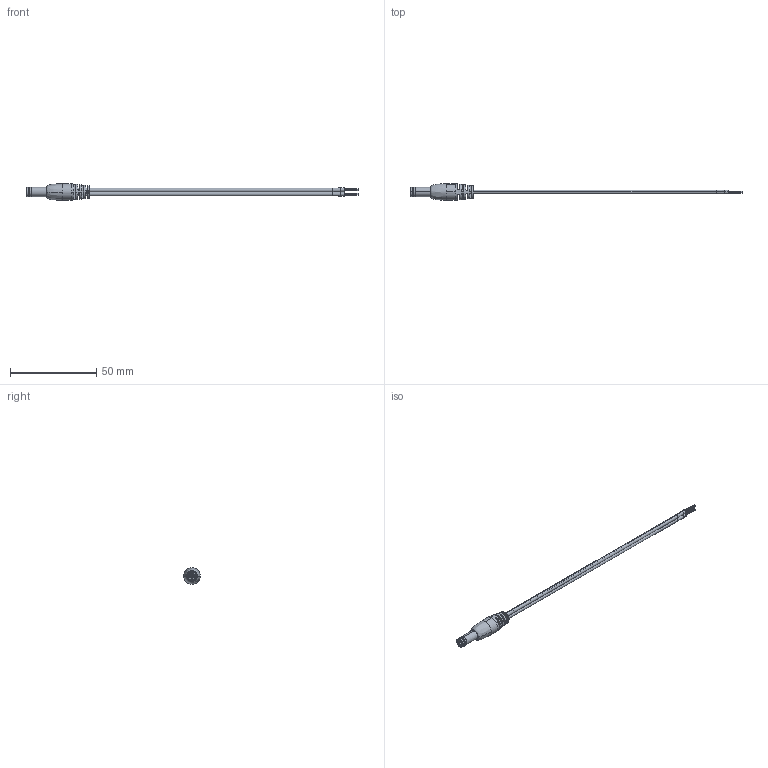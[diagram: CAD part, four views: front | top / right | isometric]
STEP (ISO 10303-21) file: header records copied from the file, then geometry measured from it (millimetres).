
FILE_DESCRIPTION (( 'STEP AP203' ), '1' );
FILE_NAME ('10-02318_revA.STEP', '2016-10-27T16:08:48', ( '' ), ( '' ), 'SwSTEP 2.0', 'SolidWorks 2015', '' );
FILE_SCHEMA (( 'CONFIG_CONTROL_DESIGN' ));
Length unit declared in the file: millimetre
Products named in the file (7): DT521-040_1; 24-00003; 5521TV_1; 50-00540; 10-02318_revA; 1N00; 30-00795_s+t
Assembly tree (6 placements, depth 3):
  10-02318_revA
    30-00795_s+t
    24-00003
    50-00540
      5521TV_1
      1N00
      DT521-040_1
Bounding box: 192.67 x 9.6 x 9.6 mm (x, y, z)
Volume: 2799.8 mm3; surface area: 17334.5 mm2
Topology: 175 solids, 175 shells, 1140 faces, 2288 edges, 1507 vertices
Faces by surface type: cylinder 562, plane 431, bspline 99, cone 26, torus 22
Entity records: 33814 total; most frequent: CARTESIAN_POINT 8786, DIRECTION 5374, ORIENTED_EDGE 4576, AXIS2_PLACEMENT_3D 2311, EDGE_CURVE 2288, VERTEX_POINT 1507, EDGE_LOOP 1319, CIRCLE 1260
